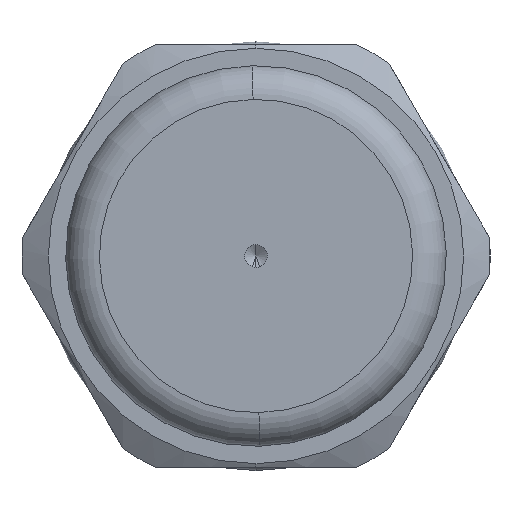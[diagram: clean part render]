
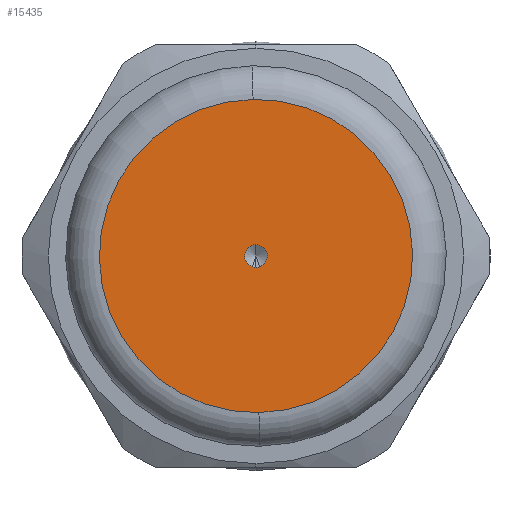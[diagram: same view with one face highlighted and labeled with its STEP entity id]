
A CAD part, left-side view. The second image highlights one B-rep face of the part: STEP entity #15435.
In plain terms, the highlighted planar face has unit normal (-1, 0, 0).
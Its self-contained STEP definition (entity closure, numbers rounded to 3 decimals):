
#510 = VERTEX_POINT ( 'NONE', #10512 ) ;
#540 = CIRCLE ( 'NONE', #4013, 0.6 ) ;
#942 = CARTESIAN_POINT ( 'NONE',  ( -23., 0., 0. ) ) ;
#1032 = CARTESIAN_POINT ( 'NONE',  ( -23., 0., 0. ) ) ;
#3529 = DIRECTION ( 'NONE',  ( 1., 0., 0. ) ) ;
#3709 = FACE_BOUND ( 'NONE', #3871, .T. ) ;
#3871 = EDGE_LOOP ( 'NONE', ( #12400, #5817 ) ) ;
#4013 = AXIS2_PLACEMENT_3D ( 'NONE', #942, #3529, #10740 ) ;
#4684 = CARTESIAN_POINT ( 'NONE',  ( -23., -0.155, -8.229 ) ) ;
#4691 = DIRECTION ( 'NONE',  ( 0., -0.019, -1. ) ) ;
#5052 = DIRECTION ( 'NONE',  ( 0., -0.019, -1. ) ) ;
#5817 = ORIENTED_EDGE ( 'NONE', *, *, #11469, .T. ) ;
#5949 = ORIENTED_EDGE ( 'NONE', *, *, #15083, .F. ) ;
#6024 = VERTEX_POINT ( 'NONE', #4684 ) ;
#6435 = VERTEX_POINT ( 'NONE', #15817 ) ;
#6569 = DIRECTION ( 'NONE',  ( 0., -0.019, -1. ) ) ;
#6766 = CIRCLE ( 'NONE', #7823, 8.23 ) ;
#6968 = EDGE_LOOP ( 'NONE', ( #5949, #13379 ) ) ;
#7128 = CIRCLE ( 'NONE', #17299, 0.6 ) ;
#7823 = AXIS2_PLACEMENT_3D ( 'NONE', #10183, #10243, #4691 ) ;
#7866 = CIRCLE ( 'NONE', #16763, 8.23 ) ;
#8385 = CARTESIAN_POINT ( 'NONE',  ( -23., -0.011, -0.6 ) ) ;
#8433 = DIRECTION ( 'NONE',  ( -1., 0., 0. ) ) ;
#9807 = PLANE ( 'NONE',  #14763 ) ;
#10183 = CARTESIAN_POINT ( 'NONE',  ( -23., 0., 0. ) ) ;
#10243 = DIRECTION ( 'NONE',  ( 1., 0., 0. ) ) ;
#10512 = CARTESIAN_POINT ( 'NONE',  ( -23., 0.011, 0.6 ) ) ;
#10602 = DIRECTION ( 'NONE',  ( 1., 0., 0. ) ) ;
#10740 = DIRECTION ( 'NONE',  ( 0., -0.019, -1. ) ) ;
#10830 = EDGE_CURVE ( 'NONE', #14761, #510, #540, .T. ) ;
#11070 = DIRECTION ( 'NONE',  ( 1., 0., 0. ) ) ;
#11469 = EDGE_CURVE ( 'NONE', #510, #14761, #7128, .T. ) ;
#12217 = CARTESIAN_POINT ( 'NONE',  ( -23., 0., 0. ) ) ;
#12400 = ORIENTED_EDGE ( 'NONE', *, *, #10830, .T. ) ;
#13379 = ORIENTED_EDGE ( 'NONE', *, *, #15818, .F. ) ;
#13633 = DIRECTION ( 'NONE',  ( 0., 0.019, 1. ) ) ;
#13831 = FACE_OUTER_BOUND ( 'NONE', #6968, .T. ) ;
#13976 = CARTESIAN_POINT ( 'NONE',  ( -23., -0.011, -0.6 ) ) ;
#14761 = VERTEX_POINT ( 'NONE', #8385 ) ;
#14763 = AXIS2_PLACEMENT_3D ( 'NONE', #13976, #8433, #13633 ) ;
#15083 = EDGE_CURVE ( 'NONE', #6024, #6435, #6766, .T. ) ;
#15435 = ADVANCED_FACE ( 'NONE', ( #3709, #13831 ), #9807, .T. ) ;
#15817 = CARTESIAN_POINT ( 'NONE',  ( -23., 0.155, 8.229 ) ) ;
#15818 = EDGE_CURVE ( 'NONE', #6435, #6024, #7866, .T. ) ;
#16763 = AXIS2_PLACEMENT_3D ( 'NONE', #12217, #10602, #5052 ) ;
#17299 = AXIS2_PLACEMENT_3D ( 'NONE', #1032, #11070, #6569 ) ;
